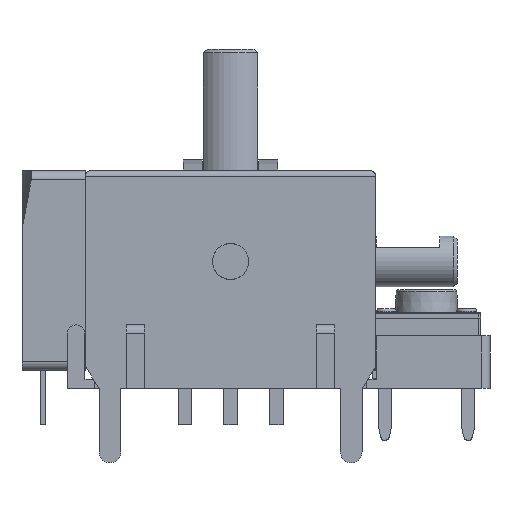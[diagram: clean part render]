
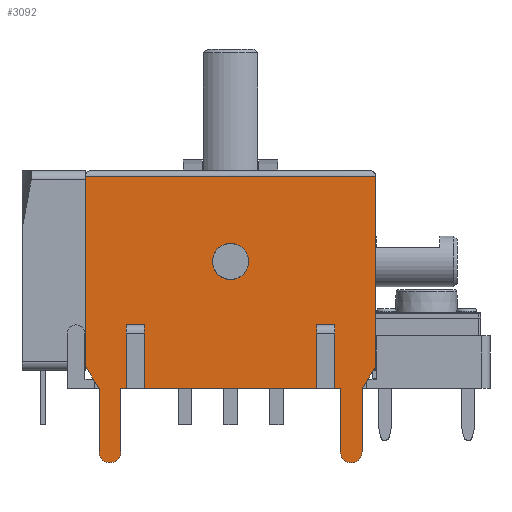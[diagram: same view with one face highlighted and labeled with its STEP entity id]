
A CAD part, left-side view. The second image highlights one B-rep face of the part: STEP entity #3092.
In plain terms, the highlighted planar face has unit normal (-1, 0, 0).
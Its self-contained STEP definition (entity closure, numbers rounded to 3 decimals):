
#2285 = VERTEX_POINT('',#2286);
#2286 = CARTESIAN_POINT('',(-8.,-8.,4.7));
#2294 = EDGE_CURVE('',#2295,#2285,#2297,.T.);
#2295 = VERTEX_POINT('',#2296);
#2296 = CARTESIAN_POINT('',(-8.,-8.,-5.8));
#2297 = LINE('',#2298,#2299);
#2298 = CARTESIAN_POINT('',(-8.,-8.,-5.8));
#2299 = VECTOR('',#2300,1.);
#2300 = DIRECTION('',(0.,0.,1.));
#3064 = EDGE_CURVE('',#2295,#3065,#3067,.T.);
#3065 = VERTEX_POINT('',#3066);
#3066 = CARTESIAN_POINT('',(-8.,-7.25,-7.));
#3067 = LINE('',#3068,#3069);
#3068 = CARTESIAN_POINT('',(-8.,-8.,-5.8));
#3069 = VECTOR('',#3070,1.);
#3070 = DIRECTION('',(0.,0.53,-0.848));
#3092 = ADVANCED_FACE('',(#3093,#3177),#3188,.F.);
#3093 = FACE_BOUND('',#3094,.F.);
#3094 = EDGE_LOOP('',(#3095,#3096,#3097,#3105,#3114,#3122,#3130,#3138,
    #3147,#3155,#3163,#3171));
#3095 = ORIENTED_EDGE('',*,*,#2294,.F.);
#3096 = ORIENTED_EDGE('',*,*,#3064,.T.);
#3097 = ORIENTED_EDGE('',*,*,#3098,.T.);
#3098 = EDGE_CURVE('',#3065,#3099,#3101,.T.);
#3099 = VERTEX_POINT('',#3100);
#3100 = CARTESIAN_POINT('',(-8.,-7.25,-10.5));
#3101 = LINE('',#3102,#3103);
#3102 = CARTESIAN_POINT('',(-8.,-7.25,-7.));
#3103 = VECTOR('',#3104,1.);
#3104 = DIRECTION('',(0.,0.,-1.));
#3105 = ORIENTED_EDGE('',*,*,#3106,.T.);
#3106 = EDGE_CURVE('',#3099,#3107,#3109,.T.);
#3107 = VERTEX_POINT('',#3108);
#3108 = CARTESIAN_POINT('',(-8.,-6.05,-10.5));
#3109 = CIRCLE('',#3110,0.6);
#3110 = AXIS2_PLACEMENT_3D('',#3111,#3112,#3113);
#3111 = CARTESIAN_POINT('',(-8.,-6.65,-10.5));
#3112 = DIRECTION('',(1.,0.,0.));
#3113 = DIRECTION('',(0.,1.,0.));
#3114 = ORIENTED_EDGE('',*,*,#3115,.T.);
#3115 = EDGE_CURVE('',#3107,#3116,#3118,.T.);
#3116 = VERTEX_POINT('',#3117);
#3117 = CARTESIAN_POINT('',(-8.,-6.05,-7.));
#3118 = LINE('',#3119,#3120);
#3119 = CARTESIAN_POINT('',(-8.,-6.05,-10.5));
#3120 = VECTOR('',#3121,1.);
#3121 = DIRECTION('',(0.,0.,1.));
#3122 = ORIENTED_EDGE('',*,*,#3123,.T.);
#3123 = EDGE_CURVE('',#3116,#3124,#3126,.T.);
#3124 = VERTEX_POINT('',#3125);
#3125 = CARTESIAN_POINT('',(-8.,6.05,-7.));
#3126 = LINE('',#3127,#3128);
#3127 = CARTESIAN_POINT('',(-8.,-6.05,-7.));
#3128 = VECTOR('',#3129,1.);
#3129 = DIRECTION('',(0.,1.,0.));
#3130 = ORIENTED_EDGE('',*,*,#3131,.T.);
#3131 = EDGE_CURVE('',#3124,#3132,#3134,.T.);
#3132 = VERTEX_POINT('',#3133);
#3133 = CARTESIAN_POINT('',(-8.,6.05,-10.5));
#3134 = LINE('',#3135,#3136);
#3135 = CARTESIAN_POINT('',(-8.,6.05,-7.));
#3136 = VECTOR('',#3137,1.);
#3137 = DIRECTION('',(0.,0.,-1.));
#3138 = ORIENTED_EDGE('',*,*,#3139,.T.);
#3139 = EDGE_CURVE('',#3132,#3140,#3142,.T.);
#3140 = VERTEX_POINT('',#3141);
#3141 = CARTESIAN_POINT('',(-8.,7.25,-10.5));
#3142 = CIRCLE('',#3143,0.6);
#3143 = AXIS2_PLACEMENT_3D('',#3144,#3145,#3146);
#3144 = CARTESIAN_POINT('',(-8.,6.65,-10.5));
#3145 = DIRECTION('',(1.,0.,0.));
#3146 = DIRECTION('',(0.,1.,0.));
#3147 = ORIENTED_EDGE('',*,*,#3148,.T.);
#3148 = EDGE_CURVE('',#3140,#3149,#3151,.T.);
#3149 = VERTEX_POINT('',#3150);
#3150 = CARTESIAN_POINT('',(-8.,7.25,-7.));
#3151 = LINE('',#3152,#3153);
#3152 = CARTESIAN_POINT('',(-8.,7.25,-10.5));
#3153 = VECTOR('',#3154,1.);
#3154 = DIRECTION('',(0.,0.,1.));
#3155 = ORIENTED_EDGE('',*,*,#3156,.T.);
#3156 = EDGE_CURVE('',#3149,#3157,#3159,.T.);
#3157 = VERTEX_POINT('',#3158);
#3158 = CARTESIAN_POINT('',(-8.,8.,-5.8));
#3159 = LINE('',#3160,#3161);
#3160 = CARTESIAN_POINT('',(-8.,7.25,-7.));
#3161 = VECTOR('',#3162,1.);
#3162 = DIRECTION('',(0.,0.53,0.848));
#3163 = ORIENTED_EDGE('',*,*,#3164,.F.);
#3164 = EDGE_CURVE('',#3165,#3157,#3167,.T.);
#3165 = VERTEX_POINT('',#3166);
#3166 = CARTESIAN_POINT('',(-8.,8.,4.7));
#3167 = LINE('',#3168,#3169);
#3168 = CARTESIAN_POINT('',(-8.,8.,5.));
#3169 = VECTOR('',#3170,1.);
#3170 = DIRECTION('',(0.,0.,-1.));
#3171 = ORIENTED_EDGE('',*,*,#3172,.F.);
#3172 = EDGE_CURVE('',#2285,#3165,#3173,.T.);
#3173 = LINE('',#3174,#3175);
#3174 = CARTESIAN_POINT('',(-8.,-8.,4.7));
#3175 = VECTOR('',#3176,1.);
#3176 = DIRECTION('',(0.,1.,0.));
#3177 = FACE_BOUND('',#3178,.T.);
#3178 = EDGE_LOOP('',(#3179));
#3179 = ORIENTED_EDGE('',*,*,#3180,.T.);
#3180 = EDGE_CURVE('',#3181,#3181,#3183,.T.);
#3181 = VERTEX_POINT('',#3182);
#3182 = CARTESIAN_POINT('',(-8.,1.,0.));
#3183 = CIRCLE('',#3184,1.);
#3184 = AXIS2_PLACEMENT_3D('',#3185,#3186,#3187);
#3185 = CARTESIAN_POINT('',(-8.,0.,0.));
#3186 = DIRECTION('',(1.,0.,0.));
#3187 = DIRECTION('',(0.,1.,0.));
#3188 = PLANE('',#3189);
#3189 = AXIS2_PLACEMENT_3D('',#3190,#3191,#3192);
#3190 = CARTESIAN_POINT('',(-8.,0.,-2.562));
#3191 = DIRECTION('',(1.,0.,0.));
#3192 = DIRECTION('',(0.,1.,0.));
